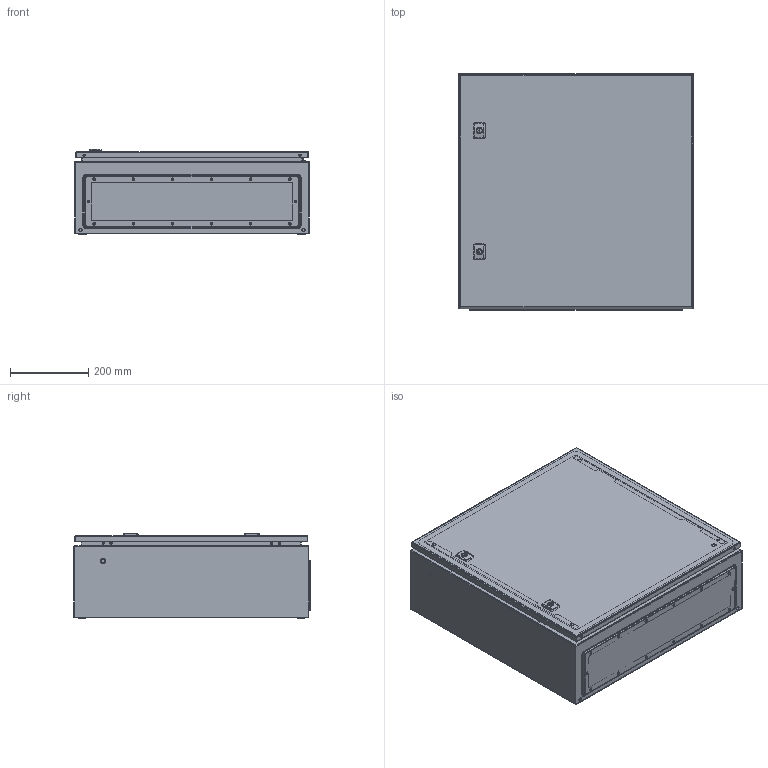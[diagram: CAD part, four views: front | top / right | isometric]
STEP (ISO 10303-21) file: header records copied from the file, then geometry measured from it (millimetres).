
FILE_DESCRIPTION( ( 'STEP AP214' ), '1' );
FILE_NAME( 'MAS0606021R5(1).stp', '2019-09-23T10:14:42', ( '' ), ( '' ), ' ', 'PARTsolutions', ' ' );
FILE_SCHEMA( ( 'AUTOMOTIVE_DESIGN { 1 0 10303 214 1 1 1 1 }' ) );
Length unit declared in the file: millimetre
Products named in the file (8): MAS0606021R5(1); _MAS0606021(1); _MMSH06SS(1)_right; _ADP06060R5(1); _ALL503(1,0); _AMP06060_MPL(1); _AF04R5_GP(1); _AG04_GPG(1)
Assembly tree (9 placements, depth 2):
  MAS0606021R5(1)
    _MAS0606021(1)
    _MMSH06SS(1)_right  x2
    _ADP06060R5(1)
    _ALL503(1,0)  x2
    _AMP06060_MPL(1)
    _AF04R5_GP(1)
    _AG04_GPG(1)
Bounding box: 600 x 603.9 x 218.5 mm (x, y, z)
Volume: 2837648.7 mm3; surface area: 3375010.2 mm2
Topology: 9 solids, 11 shells, 1537 faces, 3892 edges, 2532 vertices
Faces by surface type: plane 785, cylinder 622, torus 67, cone 63
Full cylindrical faces by diameter (mm): 1 x76, 2 x72, 2.5 x14, 3 x2, 3.5 x98, 3.95 x14, 4.134 x2, 4.2 x4, 4.3 x2, 4.5 x12, 4.9 x4, 6 x18, 6.5 x16, 7 x12, 8 x7, 8.5 x4, 8.7 x2, 9 x10, 14 x7, 15.8 x2, 16.1 x2, 18 x2, 27 x2, 28.5 x2
Entity records: 49197 total; most frequent: DIRECTION 6740, CARTESIAN_POINT 6632, ORIENTED_EDGE 5656, EDGE_CURVE 2828, AXIS2_PLACEMENT_3D 2631, EDGE_LOOP 2472, VERTEX_POINT 2132, FACE_OUTER_BOUND 1733
